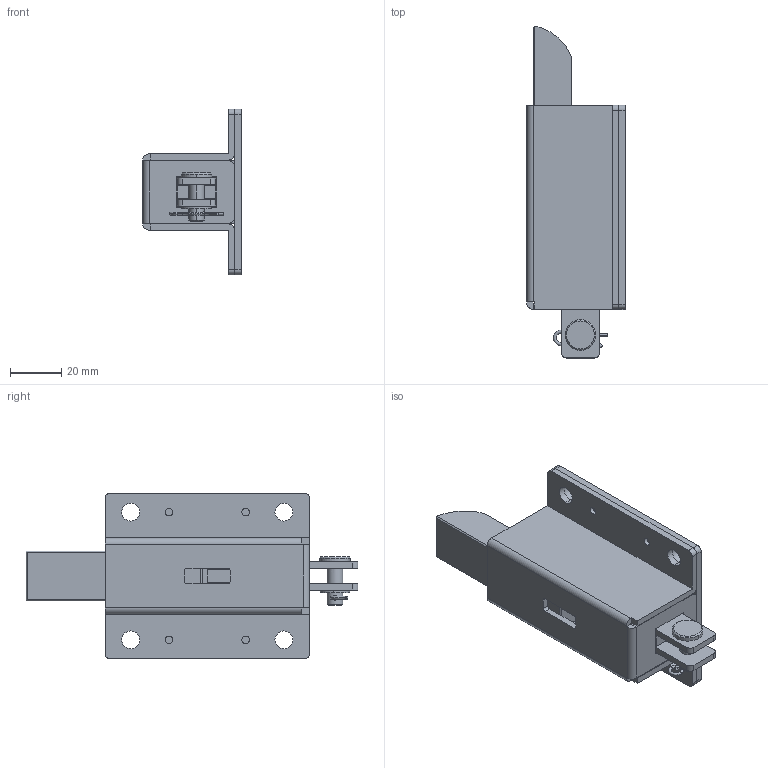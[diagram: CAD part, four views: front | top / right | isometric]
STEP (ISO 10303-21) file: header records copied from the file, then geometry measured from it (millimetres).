
FILE_DESCRIPTION (( 'STEP AP203' ), '1' );
FILE_NAME ('sone3D.STEP', '2017-05-18T02:45:08', ( '' ), ( '' ), 'SwSTEP 2.0', 'SolidWorks 2014', '' );
FILE_SCHEMA (( 'CONFIG_CONTROL_DESIGN' ));
Length unit declared in the file: millimetre
Products named in the file (11): C-376_ラッチ; C-376_ラッチスペーサー; C-376_ラッチカバー; C-376_シャフトA; C-376_シャフトB; C-376_シャフトC; C-376_平座金; C-376_ラッチベース; C-376_徏梩僺儞SLDPRT; C-376_ラッチケース; sone3D
Assembly tree (12 placements, depth 2):
  sone3D
    C-376_ラッチベース
    C-376_ラッチケース
    C-376_ラッチ
    C-376_ラッチスペーサー
    C-376_ラッチカバー
    C-376_シャフトA  x2
    C-376_シャフトB  x2
    C-376_シャフトC
    C-376_平座金
    C-376_徏梩僺儞SLDPRT
Bounding box: 38.5 x 130 x 65 mm (x, y, z)
Volume: 75795.1 mm3; surface area: 56280 mm2
Topology: 12 solids, 12 shells, 271 faces, 664 edges, 426 vertices
Faces by surface type: cylinder 123, plane 114, cone 20, torus 14
Entity records: 9269 total; most frequent: DIRECTION 1486, CARTESIAN_POINT 1416, ORIENTED_EDGE 1304, EDGE_CURVE 652, AXIS2_PLACEMENT_3D 560, VERTEX_POINT 418, LINE 366, VECTOR 366
